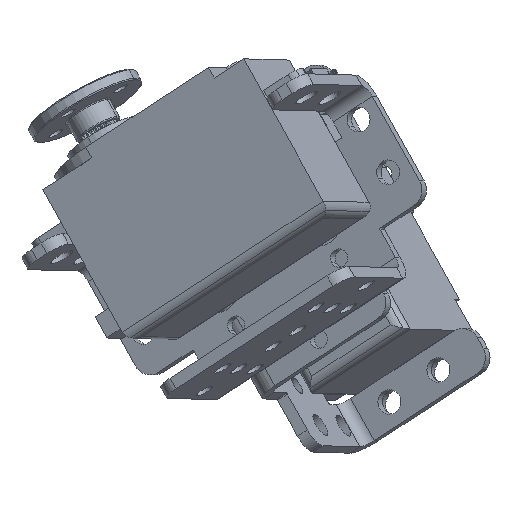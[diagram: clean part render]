
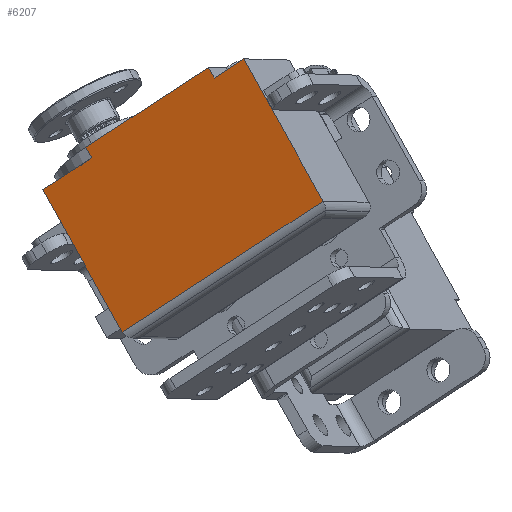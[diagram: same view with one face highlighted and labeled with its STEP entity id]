
A CAD part, front view. The second image highlights one B-rep face of the part: STEP entity #6207.
In plain terms, the highlighted planar face has unit normal (-0.373, -0.928, 0.01).
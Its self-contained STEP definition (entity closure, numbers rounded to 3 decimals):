
#171 = ORIENTED_EDGE ( 'NONE', *, *, #7467, .F. ) ;
#660 = LINE ( 'NONE', #8007, #8210 ) ;
#745 = ORIENTED_EDGE ( 'NONE', *, *, #7945, .F. ) ;
#755 = DIRECTION ( 'NONE',  ( -0.478, 0.201, 0.855 ) ) ;
#945 = EDGE_LOOP ( 'NONE', ( #745, #14773, #7591, #18454, #171, #17869, #18098, #1660 ) ) ;
#1384 = VERTEX_POINT ( 'NONE', #2776 ) ;
#1660 = ORIENTED_EDGE ( 'NONE', *, *, #7490, .F. ) ;
#1686 = LINE ( 'NONE', #17912, #3826 ) ;
#2227 = CARTESIAN_POINT ( 'NONE',  ( -20.935, 266.69, 62.188 ) ) ;
#2231 = EDGE_CURVE ( 'NONE', #12783, #1384, #4152, .T. ) ;
#2776 = CARTESIAN_POINT ( 'NONE',  ( -21.892, 267.093, 63.898 ) ) ;
#2987 = VERTEX_POINT ( 'NONE', #18519 ) ;
#3371 = EDGE_CURVE ( 'NONE', #9867, #2987, #8273, .T. ) ;
#3437 = DIRECTION ( 'NONE',  ( 0.795, -0.314, 0.519 ) ) ;
#3826 = VECTOR ( 'NONE', #11995, 1000. ) ;
#3920 = CARTESIAN_POINT ( 'NONE',  ( -7.827, 261.176, 39.235 ) ) ;
#3968 = CARTESIAN_POINT ( 'NONE',  ( 16.626, 251.522, 55.185 ) ) ;
#4061 = VECTOR ( 'NONE', #17199, 1000. ) ;
#4131 = CARTESIAN_POINT ( 'NONE',  ( -28.888, 269.83, 57.001 ) ) ;
#4152 = LINE ( 'NONE', #11405, #8574 ) ;
#5358 = LINE ( 'NONE', #3920, #16754 ) ;
#5381 = LINE ( 'NONE', #5570, #14846 ) ;
#5552 = DIRECTION ( 'NONE',  ( -0.795, 0.314, -0.519 ) ) ;
#5567 = CARTESIAN_POINT ( 'NONE',  ( 3.717, 256.958, 78.267 ) ) ;
#5570 = CARTESIAN_POINT ( 'NONE',  ( 3.717, 256.958, 78.267 ) ) ;
#5681 = DIRECTION ( 'NONE',  ( -0.478, 0.201, 0.855 ) ) ;
#5829 = VERTEX_POINT ( 'NONE', #17133 ) ;
#6207 = ADVANCED_FACE ( 'NONE', ( #12722 ), #12440, .T. ) ;
#6967 = AXIS2_PLACEMENT_3D ( 'NONE', #18541, #18638, #14158 ) ;
#7467 = EDGE_CURVE ( 'NONE', #1384, #12614, #660, .T. ) ;
#7490 = EDGE_CURVE ( 'NONE', #16110, #10424, #10779, .T. ) ;
#7591 = ORIENTED_EDGE ( 'NONE', *, *, #17657, .F. ) ;
#7674 = CARTESIAN_POINT ( 'NONE',  ( -2.011, 259.244, 76.865 ) ) ;
#7945 = EDGE_CURVE ( 'NONE', #9867, #16110, #5358, .T. ) ;
#8007 = CARTESIAN_POINT ( 'NONE',  ( -21.892, 267.093, 63.898 ) ) ;
#8210 = VECTOR ( 'NONE', #3437, 1000. ) ;
#8273 = LINE ( 'NONE', #12756, #9314 ) ;
#8574 = VECTOR ( 'NONE', #12754, 1000. ) ;
#8675 = EDGE_CURVE ( 'NONE', #10424, #12783, #5381, .T. ) ;
#9314 = VECTOR ( 'NONE', #5681, 1000. ) ;
#9867 = VERTEX_POINT ( 'NONE', #3968 ) ;
#10424 = VERTEX_POINT ( 'NONE', #4131 ) ;
#10779 = LINE ( 'NONE', #18315, #12474 ) ;
#11405 = CARTESIAN_POINT ( 'NONE',  ( -20.935, 266.69, 62.188 ) ) ;
#11995 = DIRECTION ( 'NONE',  ( -0.478, 0.201, 0.855 ) ) ;
#12212 = EDGE_CURVE ( 'NONE', #5829, #12614, #1686, .T. ) ;
#12440 = PLANE ( 'NONE',  #6967 ) ;
#12474 = VECTOR ( 'NONE', #755, 1000. ) ;
#12614 = VERTEX_POINT ( 'NONE', #7674 ) ;
#12722 = FACE_OUTER_BOUND ( 'NONE', #945, .T. ) ;
#12754 = DIRECTION ( 'NONE',  ( -0.478, 0.201, 0.855 ) ) ;
#12756 = CARTESIAN_POINT ( 'NONE',  ( 17.583, 251.12, 53.475 ) ) ;
#12783 = VERTEX_POINT ( 'NONE', #2227 ) ;
#12817 = LINE ( 'NONE', #5567, #4061 ) ;
#12914 = DIRECTION ( 'NONE',  ( 0.795, -0.314, 0.519 ) ) ;
#14158 = DIRECTION ( 'NONE',  ( 0.795, -0.314, 0.519 ) ) ;
#14773 = ORIENTED_EDGE ( 'NONE', *, *, #3371, .T. ) ;
#14846 = VECTOR ( 'NONE', #12914, 1000. ) ;
#16110 = VERTEX_POINT ( 'NONE', #18652 ) ;
#16754 = VECTOR ( 'NONE', #5552, 1000. ) ;
#17133 = CARTESIAN_POINT ( 'NONE',  ( -1.054, 258.842, 75.155 ) ) ;
#17199 = DIRECTION ( 'NONE',  ( 0.795, -0.314, 0.519 ) ) ;
#17657 = EDGE_CURVE ( 'NONE', #5829, #2987, #12817, .T. ) ;
#17869 = ORIENTED_EDGE ( 'NONE', *, *, #2231, .F. ) ;
#17912 = CARTESIAN_POINT ( 'NONE',  ( -1.054, 258.842, 75.155 ) ) ;
#18098 = ORIENTED_EDGE ( 'NONE', *, *, #8675, .F. ) ;
#18315 = CARTESIAN_POINT ( 'NONE',  ( -15.022, 263.991, 32.209 ) ) ;
#18454 = ORIENTED_EDGE ( 'NONE', *, *, #12212, .T. ) ;
#18519 = CARTESIAN_POINT ( 'NONE',  ( 3.717, 256.958, 78.267 ) ) ;
#18541 = CARTESIAN_POINT ( 'NONE',  ( -15.022, 263.991, 32.209 ) ) ;
#18638 = DIRECTION ( 'NONE',  ( -0.373, -0.928, 0.01 ) ) ;
#18652 = CARTESIAN_POINT ( 'NONE',  ( -15.979, 264.394, 33.919 ) ) ;
